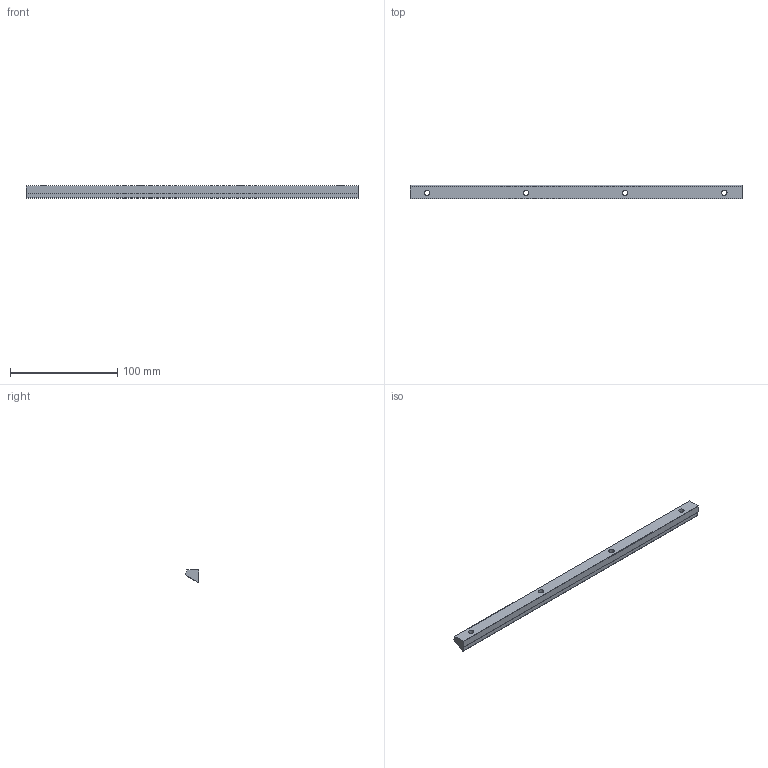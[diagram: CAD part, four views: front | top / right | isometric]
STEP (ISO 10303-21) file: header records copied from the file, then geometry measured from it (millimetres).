
FILE_DESCRIPTION (( 'STEP AP214' ), '1' );
FILE_NAME ('contre fer.STEP', '2022-03-06T10:42:51', ( '' ), ( '' ), 'SwSTEP 2.0', 'SolidWorks 2020', '' );
FILE_SCHEMA (( 'AUTOMOTIVE_DESIGN' ));
Length unit declared in the file: millimetre
Products named in the file (1): contre fer
Bounding box: 310 x 12.98 x 11.63 mm (x, y, z)
Volume: 31510.9 mm3; surface area: 13757.2 mm2
Topology: 1 solids, 1 shells, 22 faces, 60 edges, 40 vertices
Faces by surface type: cylinder 15, plane 7
Entity records: 756 total; most frequent: CARTESIAN_POINT 147, DIRECTION 120, ORIENTED_EDGE 120, EDGE_CURVE 60, AXIS2_PLACEMENT_3D 45, VERTEX_POINT 40, VECTOR 30, LINE 30
